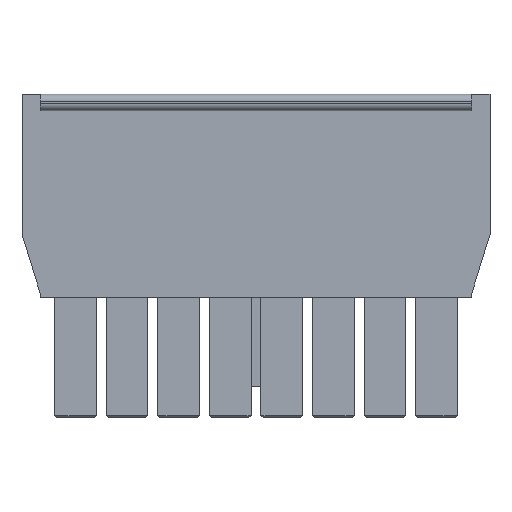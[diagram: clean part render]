
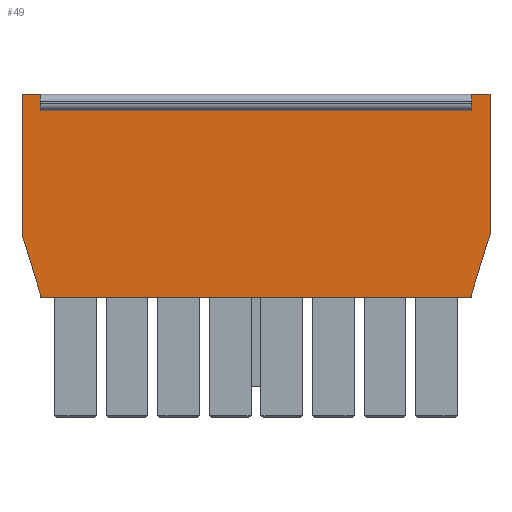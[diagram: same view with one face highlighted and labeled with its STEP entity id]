
A CAD part, front view. The second image highlights one B-rep face of the part: STEP entity #49.
In plain terms, the highlighted planar face has unit normal (0, -1, 0).
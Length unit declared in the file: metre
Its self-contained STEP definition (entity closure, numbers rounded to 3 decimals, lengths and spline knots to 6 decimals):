
#49 = ADVANCED_FACE( '', ( #825 ), #826, .F. );
#825 = FACE_OUTER_BOUND( '', #2418, .T. );
#826 = PLANE( '', #2419 );
#2418 = EDGE_LOOP( '', ( #4026, #4027, #4028, #4029, #4030, #4031, #4032, #4033, #4034, #4035, #4036, #4037 ) );
#2419 = AXIS2_PLACEMENT_3D( '', #4038, #4039, #4040 );
#4026 = ORIENTED_EDGE( '', *, *, #10221, .F. );
#4027 = ORIENTED_EDGE( '', *, *, #10222, .F. );
#4028 = ORIENTED_EDGE( '', *, *, #10223, .F. );
#4029 = ORIENTED_EDGE( '', *, *, #10224, .F. );
#4030 = ORIENTED_EDGE( '', *, *, #10225, .F. );
#4031 = ORIENTED_EDGE( '', *, *, #10226, .F. );
#4032 = ORIENTED_EDGE( '', *, *, #10227, .F. );
#4033 = ORIENTED_EDGE( '', *, *, #10228, .F. );
#4034 = ORIENTED_EDGE( '', *, *, #10229, .F. );
#4035 = ORIENTED_EDGE( '', *, *, #10230, .F. );
#4036 = ORIENTED_EDGE( '', *, *, #10231, .T. );
#4037 = ORIENTED_EDGE( '', *, *, #10232, .F. );
#4038 = CARTESIAN_POINT( '', ( 0., -0.00295, 0. ) );
#4039 = DIRECTION( '', ( 0., 1., 0. ) );
#4040 = DIRECTION( '', ( 1., 0., 0. ) );
#10221 = EDGE_CURVE( '', #12174, #12175, #12176, .T. );
#10222 = EDGE_CURVE( '', #12177, #12174, #12178, .T. );
#10223 = EDGE_CURVE( '', #12179, #12177, #12180, .T. );
#10224 = EDGE_CURVE( '', #12181, #12179, #12182, .T. );
#10225 = EDGE_CURVE( '', #12183, #12181, #12184, .T. );
#10226 = EDGE_CURVE( '', #12185, #12183, #12186, .T. );
#10227 = EDGE_CURVE( '', #12187, #12185, #12188, .T. );
#10228 = EDGE_CURVE( '', #12189, #12187, #12190, .T. );
#10229 = EDGE_CURVE( '', #12191, #12189, #12192, .T. );
#10230 = EDGE_CURVE( '', #12193, #12191, #12194, .T. );
#10231 = EDGE_CURVE( '', #12193, #12195, #12196, .T. );
#10232 = EDGE_CURVE( '', #12175, #12195, #12197, .T. );
#12174 = VERTEX_POINT( '', #15347 );
#12175 = VERTEX_POINT( '', #15348 );
#12176 = LINE( '', #15349, #15350 );
#12177 = VERTEX_POINT( '', #15351 );
#12178 = LINE( '', #15352, #15353 );
#12179 = VERTEX_POINT( '', #15354 );
#12180 = LINE( '', #15355, #15356 );
#12181 = VERTEX_POINT( '', #15357 );
#12182 = LINE( '', #15358, #15359 );
#12183 = VERTEX_POINT( '', #15360 );
#12184 = LINE( '', #15361, #15362 );
#12185 = VERTEX_POINT( '', #15363 );
#12186 = LINE( '', #15364, #15365 );
#12187 = VERTEX_POINT( '', #15366 );
#12188 = LINE( '', #15367, #15368 );
#12189 = VERTEX_POINT( '', #15369 );
#12190 = LINE( '', #15370, #15371 );
#12191 = VERTEX_POINT( '', #15372 );
#12192 = LINE( '', #15373, #15374 );
#12193 = VERTEX_POINT( '', #15375 );
#12194 = LINE( '', #15376, #15377 );
#12195 = VERTEX_POINT( '', #15378 );
#12196 = LINE( '', #15379, #15380 );
#12197 = LINE( '', #15381, #15382 );
#15347 = CARTESIAN_POINT( '', ( -0.01047, -0.00295, 0.00985 ) );
#15348 = CARTESIAN_POINT( '', ( -0.01047, -0.00295, 0.00905 ) );
#15349 = CARTESIAN_POINT( '', ( -0.01047, -0.00295, 0.00985 ) );
#15350 = VECTOR( '', #20423, 1. );
#15351 = CARTESIAN_POINT( '', ( -0.01135, -0.00295, 0.00985 ) );
#15352 = CARTESIAN_POINT( '', ( -0.01135, -0.00295, 0.00985 ) );
#15353 = VECTOR( '', #20424, 1. );
#15354 = CARTESIAN_POINT( '', ( -0.01135, -0.00295, 0.00305 ) );
#15355 = CARTESIAN_POINT( '', ( -0.01135, -0.00295, 0.00305 ) );
#15356 = VECTOR( '', #20425, 1. );
#15357 = CARTESIAN_POINT( '', ( -0.01047, -0.00295, 0.0002 ) );
#15358 = CARTESIAN_POINT( '', ( -0.01047, -0.00295, 0.0002 ) );
#15359 = VECTOR( '', #20426, 1. );
#15360 = CARTESIAN_POINT( '', ( -0.01047, -0.00295, 0. ) );
#15361 = CARTESIAN_POINT( '', ( -0.01047, -0.00295, 0. ) );
#15362 = VECTOR( '', #20427, 1. );
#15363 = CARTESIAN_POINT( '', ( 0.01047, -0.00295, 0. ) );
#15364 = CARTESIAN_POINT( '', ( 0.01047, -0.00295, 0. ) );
#15365 = VECTOR( '', #20428, 1. );
#15366 = CARTESIAN_POINT( '', ( 0.01047, -0.00295, 0.0002 ) );
#15367 = CARTESIAN_POINT( '', ( 0.01047, -0.00295, 0.0002 ) );
#15368 = VECTOR( '', #20429, 1. );
#15369 = CARTESIAN_POINT( '', ( 0.01135, -0.00295, 0.00305 ) );
#15370 = CARTESIAN_POINT( '', ( 0.01135, -0.00295, 0.00305 ) );
#15371 = VECTOR( '', #20430, 1. );
#15372 = CARTESIAN_POINT( '', ( 0.01135, -0.00295, 0.00985 ) );
#15373 = CARTESIAN_POINT( '', ( 0.01135, -0.00295, 0.00985 ) );
#15374 = VECTOR( '', #20431, 1. );
#15375 = CARTESIAN_POINT( '', ( 0.01047, -0.00295, 0.00985 ) );
#15376 = CARTESIAN_POINT( '', ( 0.01047, -0.00295, 0.00985 ) );
#15377 = VECTOR( '', #20432, 1. );
#15378 = CARTESIAN_POINT( '', ( 0.01047, -0.00295, 0.00905 ) );
#15379 = CARTESIAN_POINT( '', ( 0.01047, -0.00295, 0.00985 ) );
#15380 = VECTOR( '', #20433, 1. );
#15381 = CARTESIAN_POINT( '', ( -0.01047, -0.00295, 0.00905 ) );
#15382 = VECTOR( '', #20434, 1. );
#20423 = DIRECTION( '', ( 0., 0., -1. ) );
#20424 = DIRECTION( '', ( 1., 0., 0. ) );
#20425 = DIRECTION( '', ( 0., 0., 1. ) );
#20426 = DIRECTION( '', ( -0.295, 0., 0.955 ) );
#20427 = DIRECTION( '', ( 0., 0., 1. ) );
#20428 = DIRECTION( '', ( -1., 0., 0. ) );
#20429 = DIRECTION( '', ( 0., 0., -1. ) );
#20430 = DIRECTION( '', ( -0.295, 0., -0.955 ) );
#20431 = DIRECTION( '', ( 0., 0., -1. ) );
#20432 = DIRECTION( '', ( 1., 0., 0. ) );
#20433 = DIRECTION( '', ( 0., 0., -1. ) );
#20434 = DIRECTION( '', ( 1., 0., 0. ) );
